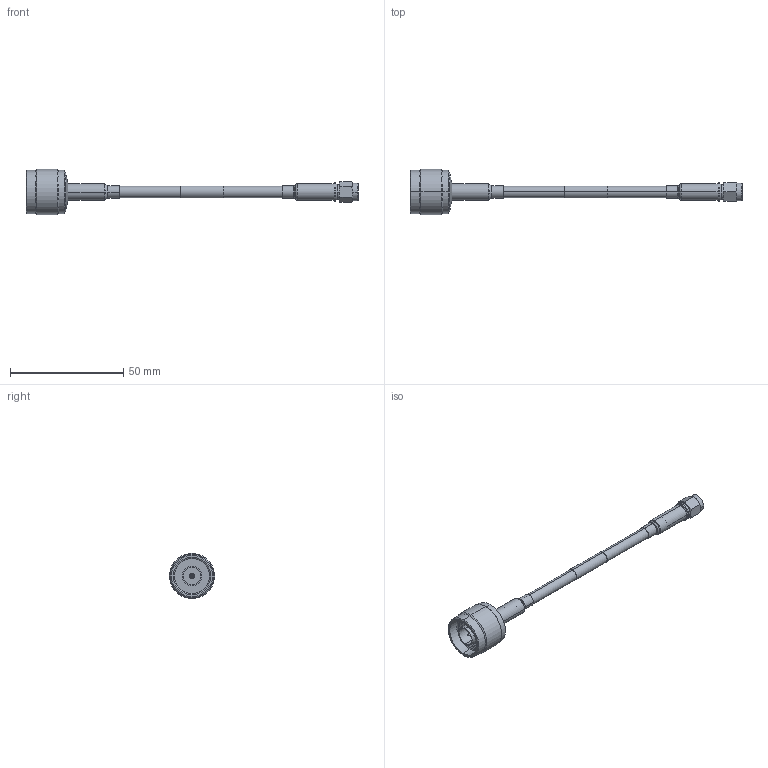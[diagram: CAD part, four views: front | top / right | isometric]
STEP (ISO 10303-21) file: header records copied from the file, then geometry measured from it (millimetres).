
FILE_DESCRIPTION (( 'STEP AP203' ), '1' );
FILE_NAME ('LCCA30665.STEP', '2020-09-25T07:04:24', ( '' ), ( '' ), 'SwSTEP 2.0', 'SolidWorks 2018', '' );
FILE_SCHEMA (( 'CONFIG_CONTROL_DESIGN' ));
Length unit declared in the file: inch
Products named in the file (13): ANM-1700-MA1; ASM-1708___; ANM-1700-MA2; RG58C-PROD; ANM-1700-MA3; Part3^LCCA30665; ANM-1700_NO PIN; CA-195R-MA1_.195"x1"; ANM-1700; ASM-1708-MA2___; ASM-1708-MA1___; LCCA30665
Assembly tree (13 placements, depth 3):
  LCCA30665
    RG58C-PROD
    Part3^LCCA30665
    ANM-1700
      ANM-1700_NO PIN
      ANM-1700-MA2
      ANM-1700-MA1
      ANM-1700-MA3
    CA-195R-MA1_.195"x1"  x2
    ASM-1708___
      ASM-1708___
      ASM-1708-MA2___
      ASM-1708-MA1___
Bounding box: 146.9 x 20 x 20 mm (x, y, z)
Volume: 6667.7 mm3; surface area: 9142.5 mm2
Topology: 11 solids, 11 shells, 1162 faces, 2437 edges, 1319 vertices
Faces by surface type: bspline 660, cylinder 283, cone 104, plane 81, torus 32, sphere 2
Entity records: 40220 total; most frequent: CARTESIAN_POINT 21908, ORIENTED_EDGE 4778, EDGE_CURVE 2389, DIRECTION 2077, VERTEX_POINT 1295, EDGE_LOOP 1186, FACE_OUTER_BOUND 1140, ADVANCED_FACE 1140
